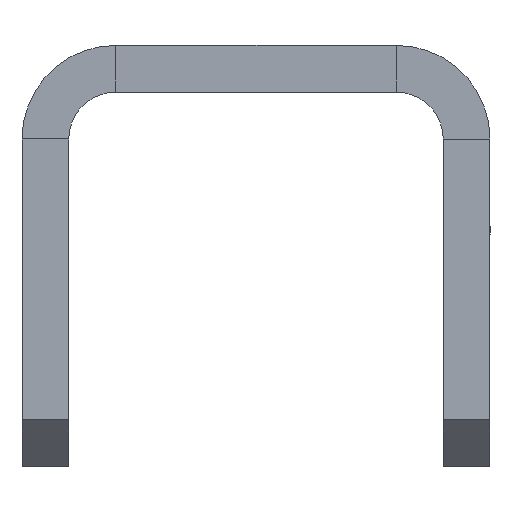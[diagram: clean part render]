
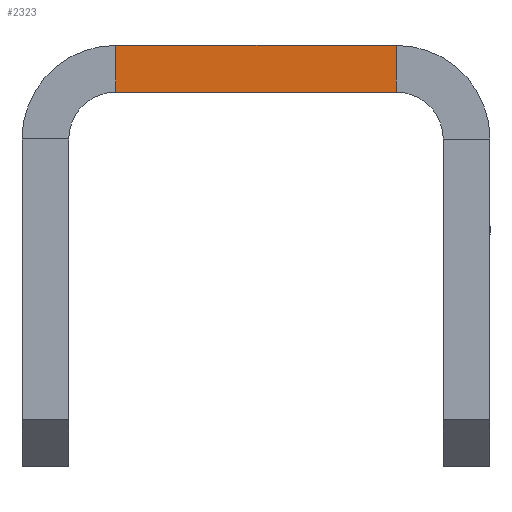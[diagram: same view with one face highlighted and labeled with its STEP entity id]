
A CAD part, left-side view. The second image highlights one B-rep face of the part: STEP entity #2323.
In plain terms, the highlighted planar face has unit normal (-1, 0, 0).
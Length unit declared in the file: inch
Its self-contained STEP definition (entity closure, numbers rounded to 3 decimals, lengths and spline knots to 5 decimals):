
#73 = DIRECTION ( 'NONE',  ( 0., 0., -1. ) ) ;
#266 = EDGE_CURVE ( 'NONE', #478, #5375, #1200, .T. ) ;
#449 = CARTESIAN_POINT ( 'NONE',  ( 0., 1., -0.125 ) ) ;
#478 = VERTEX_POINT ( 'NONE', #5469 ) ;
#593 = CARTESIAN_POINT ( 'NONE',  ( 0., 0.125, 0. ) ) ;
#644 = FACE_OUTER_BOUND ( 'NONE', #5258, .T. ) ;
#1140 = DIRECTION ( 'NONE',  ( 0., -1., 0. ) ) ;
#1200 = LINE ( 'NONE', #449, #4869 ) ;
#1332 = LINE ( 'NONE', #3962, #3121 ) ;
#1659 = EDGE_CURVE ( 'NONE', #5375, #4285, #1332, .T. ) ;
#1735 = EDGE_CURVE ( 'NONE', #2079, #4285, #6079, .T. ) ;
#1964 = CARTESIAN_POINT ( 'NONE',  ( 0., 0.25, -0.125 ) ) ;
#2079 = VERTEX_POINT ( 'NONE', #1964 ) ;
#2323 = ADVANCED_FACE ( 'NONE', ( #644 ), #4963, .F. ) ;
#3061 = EDGE_CURVE ( 'NONE', #478, #2079, #3671, .T. ) ;
#3084 = ORIENTED_EDGE ( 'NONE', *, *, #266, .F. ) ;
#3121 = VECTOR ( 'NONE', #6330, 39.37008 ) ;
#3336 = DIRECTION ( 'NONE',  ( 0., 0., 1. ) ) ;
#3385 = CARTESIAN_POINT ( 'NONE',  ( 0., 0.25, 0. ) ) ;
#3430 = ORIENTED_EDGE ( 'NONE', *, *, #1659, .F. ) ;
#3446 = AXIS2_PLACEMENT_3D ( 'NONE', #593, #5129, #73 ) ;
#3671 = LINE ( 'NONE', #4169, #6366 ) ;
#3962 = CARTESIAN_POINT ( 'NONE',  ( 0., 0.125, 0. ) ) ;
#4169 = CARTESIAN_POINT ( 'NONE',  ( 0., 0.125, -0.125 ) ) ;
#4285 = VERTEX_POINT ( 'NONE', #4887 ) ;
#4869 = VECTOR ( 'NONE', #3336, 39.37008 ) ;
#4887 = CARTESIAN_POINT ( 'NONE',  ( 0., 0.25, 0. ) ) ;
#4963 = PLANE ( 'NONE',  #3446 ) ;
#5105 = VECTOR ( 'NONE', #5577, 39.37008 ) ;
#5129 = DIRECTION ( 'NONE',  ( 1., 0., 0. ) ) ;
#5212 = ORIENTED_EDGE ( 'NONE', *, *, #3061, .T. ) ;
#5258 = EDGE_LOOP ( 'NONE', ( #3084, #5212, #6225, #3430 ) ) ;
#5375 = VERTEX_POINT ( 'NONE', #6278 ) ;
#5469 = CARTESIAN_POINT ( 'NONE',  ( 0., 1., -0.125 ) ) ;
#5577 = DIRECTION ( 'NONE',  ( 0., 0., 1. ) ) ;
#6079 = LINE ( 'NONE', #3385, #5105 ) ;
#6225 = ORIENTED_EDGE ( 'NONE', *, *, #1735, .T. ) ;
#6278 = CARTESIAN_POINT ( 'NONE',  ( 0., 1., 0. ) ) ;
#6330 = DIRECTION ( 'NONE',  ( 0., -1., 0. ) ) ;
#6366 = VECTOR ( 'NONE', #1140, 39.37008 ) ;
